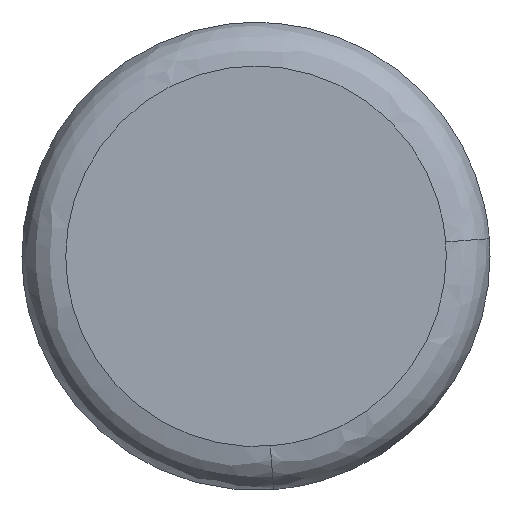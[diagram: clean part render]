
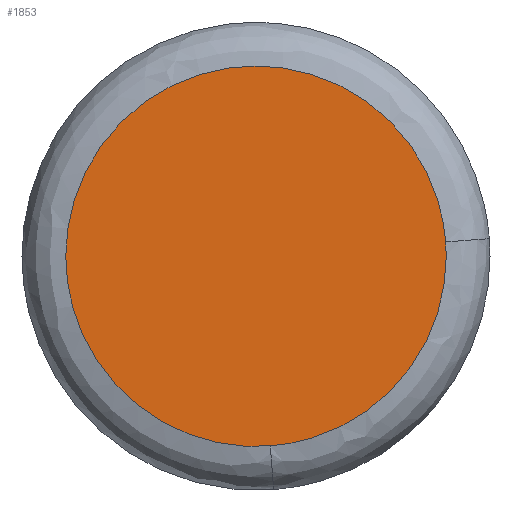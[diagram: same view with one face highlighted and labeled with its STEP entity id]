
A CAD part, top view. The second image highlights one B-rep face of the part: STEP entity #1853.
In plain terms, the highlighted free-form (B-spline) face has degree [1, 1] with [2, 2] control points.
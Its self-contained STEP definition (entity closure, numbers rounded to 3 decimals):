
#1552=CARTESIAN_POINT('',(0.49,-6.485,0.));
#1553=VERTEX_POINT('',#1552);
#1567=CARTESIAN_POINT('',(-6.503,0.0,0.0));
#1568=VERTEX_POINT('',#1567);
#1569=CARTESIAN_POINT('',(0.49,-6.485,0.));
#1570=CARTESIAN_POINT('',(0.245,-6.503,0.0));
#1571=CARTESIAN_POINT('',(0.0,-6.503,0.0));
#1572=CARTESIAN_POINT('',(-6.503,-6.503,0.0));
#1573=CARTESIAN_POINT('',(-6.503,0.0,0.0));
#1581=(BOUNDED_CURVE()B_SPLINE_CURVE(2,(#1569,#1570,#1571,#1572,#1573),.UNSPECIFIED.,.F.,.U.)B_SPLINE_CURVE_WITH_KNOTS((3,2,3),(0.737,0.75,1.0),.UNSPECIFIED.)CURVE()GEOMETRIC_REPRESENTATION_ITEM()RATIONAL_B_SPLINE_CURVE((0.971,0.985,1.0,0.707,1.0))REPRESENTATION_ITEM(''));
#1582=EDGE_CURVE('',#1553,#1568,#1581,.T.);
#1584=CARTESIAN_POINT('',(6.485,0.49,0.));
#1585=VERTEX_POINT('',#1584);
#1586=CARTESIAN_POINT('',(-6.503,0.0,0.0));
#1587=CARTESIAN_POINT('',(-6.503,6.503,0.0));
#1588=CARTESIAN_POINT('',(0.0,6.503,0.0));
#1589=CARTESIAN_POINT('',(6.031,6.503,0.0));
#1590=CARTESIAN_POINT('',(6.485,0.49,0.));
#1598=(BOUNDED_CURVE()B_SPLINE_CURVE(2,(#1586,#1587,#1588,#1589,#1590),.UNSPECIFIED.,.F.,.U.)B_SPLINE_CURVE_WITH_KNOTS((3,2,3),(0.0,0.25,0.487),.UNSPECIFIED.)CURVE()GEOMETRIC_REPRESENTATION_ITEM()RATIONAL_B_SPLINE_CURVE((1.0,0.707,1.0,0.722,0.971))REPRESENTATION_ITEM(''));
#1599=EDGE_CURVE('',#1568,#1585,#1598,.T.);
#1640=CARTESIAN_POINT('',(6.503,0.0,0.0));
#1641=VERTEX_POINT('',#1640);
#1642=CARTESIAN_POINT('',(6.485,0.49,0.));
#1643=CARTESIAN_POINT('',(6.503,0.245,0.0));
#1644=CARTESIAN_POINT('',(6.503,0.0,0.0));
#1652=(BOUNDED_CURVE()B_SPLINE_CURVE(2,(#1642,#1643,#1644),.UNSPECIFIED.,.F.,.U.)B_SPLINE_CURVE_WITH_KNOTS((3,3),(0.487,0.5),.UNSPECIFIED.)CURVE()GEOMETRIC_REPRESENTATION_ITEM()RATIONAL_B_SPLINE_CURVE((0.971,0.985,1.0))REPRESENTATION_ITEM(''));
#1653=EDGE_CURVE('',#1585,#1641,#1652,.T.);
#1655=CARTESIAN_POINT('',(6.503,0.0,0.0));
#1656=CARTESIAN_POINT('',(6.503,-6.031,0.0));
#1657=CARTESIAN_POINT('',(0.49,-6.485,0.));
#1665=(BOUNDED_CURVE()B_SPLINE_CURVE(2,(#1655,#1656,#1657),.UNSPECIFIED.,.F.,.U.)B_SPLINE_CURVE_WITH_KNOTS((3,3),(0.5,0.737),.UNSPECIFIED.)CURVE()GEOMETRIC_REPRESENTATION_ITEM()RATIONAL_B_SPLINE_CURVE((1.0,0.722,0.971))REPRESENTATION_ITEM(''));
#1666=EDGE_CURVE('',#1641,#1553,#1665,.T.);
#1842=CARTESIAN_POINT('',(-7.153,-7.151,0.0));
#1843=CARTESIAN_POINT('',(7.153,-7.151,0.0));
#1844=CARTESIAN_POINT('',(-7.153,7.148,0.0));
#1845=CARTESIAN_POINT('',(7.153,7.148,0.0));
#1846=B_SPLINE_SURFACE_WITH_KNOTS('',1,1,((#1842,#1844),(#1843,#1845)),.UNSPECIFIED.,.F.,.F.,.U.,(2,2),(2,2),(0.0,14.306),(0.0,14.299),.UNSPECIFIED.);
#1847=ORIENTED_EDGE('',*,*,#1582,.F.);
#1848=ORIENTED_EDGE('',*,*,#1666,.F.);
#1849=ORIENTED_EDGE('',*,*,#1653,.F.);
#1850=ORIENTED_EDGE('',*,*,#1599,.F.);
#1851=EDGE_LOOP('',(#1847,#1848,#1849,#1850));
#1852=FACE_OUTER_BOUND('',#1851,.T.);
#1853=ADVANCED_FACE('',(#1852),#1846,.T.);
